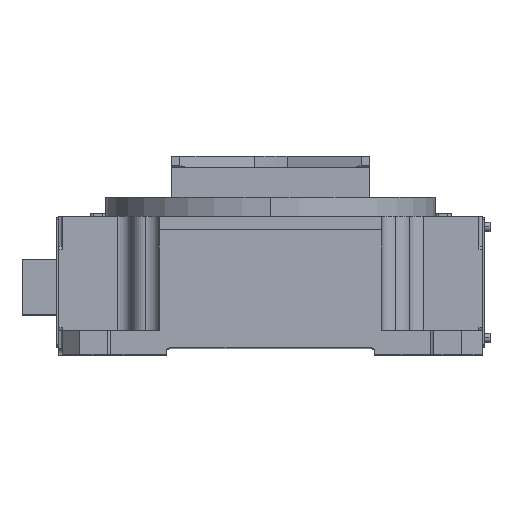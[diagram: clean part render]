
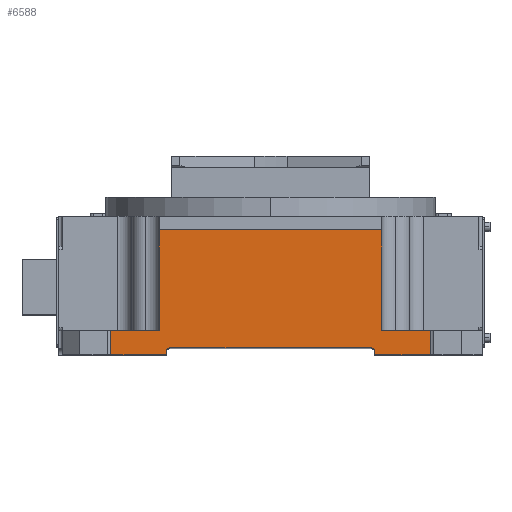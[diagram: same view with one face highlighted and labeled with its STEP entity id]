
A CAD part, top view. The second image highlights one B-rep face of the part: STEP entity #6588.
In plain terms, the highlighted planar face has unit normal (0, 0, 1).
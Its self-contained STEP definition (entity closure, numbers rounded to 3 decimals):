
#51 = CARTESIAN_POINT ( 'NONE',  ( 145., 10., 343. ) ) ;
#56 = VECTOR ( 'NONE', #10008, 1000. ) ;
#79 = EDGE_CURVE ( 'NONE', #8002, #10045, #9989, .T. ) ;
#225 = EDGE_CURVE ( 'NONE', #8413, #8002, #10266, .T. ) ;
#244 = ORIENTED_EDGE ( 'NONE', *, *, #5658, .F. ) ;
#283 = DIRECTION ( 'NONE',  ( 0., 0., -1. ) ) ;
#497 = LINE ( 'NONE', #1247, #4204 ) ;
#551 = CARTESIAN_POINT ( 'NONE',  ( 0., 0., 343. ) ) ;
#897 = CARTESIAN_POINT ( 'NONE',  ( 160., 35., 343. ) ) ;
#1062 = VECTOR ( 'NONE', #8317, 1000. ) ;
#1246 = CARTESIAN_POINT ( 'NONE',  ( -160., 35., 343. ) ) ;
#1247 = CARTESIAN_POINT ( 'NONE',  ( -230., 90., 343. ) ) ;
#1271 = CARTESIAN_POINT ( 'NONE',  ( -150., 90., 343. ) ) ;
#1357 = DIRECTION ( 'NONE',  ( 0., 1., 0. ) ) ;
#1403 = CARTESIAN_POINT ( 'NONE',  ( -150., 0., 343. ) ) ;
#1480 = VERTEX_POINT ( 'NONE', #51 ) ;
#1508 = ORIENTED_EDGE ( 'NONE', *, *, #1695, .F. ) ;
#1556 = CARTESIAN_POINT ( 'NONE',  ( 150., 90., 343. ) ) ;
#1695 = EDGE_CURVE ( 'NONE', #6037, #6388, #497, .T. ) ;
#1987 = DIRECTION ( 'NONE',  ( 1., 0., 0. ) ) ;
#1989 = EDGE_CURVE ( 'NONE', #1480, #7966, #5463, .T. ) ;
#1994 = PLANE ( 'NONE',  #2860 ) ;
#2143 = ORIENTED_EDGE ( 'NONE', *, *, #7537, .F. ) ;
#2194 = VECTOR ( 'NONE', #5894, 1000. ) ;
#2298 = CARTESIAN_POINT ( 'NONE',  ( 0., 35., 343. ) ) ;
#2440 = AXIS2_PLACEMENT_3D ( 'NONE', #8085, #8143, #1987 ) ;
#2449 = CARTESIAN_POINT ( 'NONE',  ( 230., 90., 343. ) ) ;
#2474 = EDGE_CURVE ( 'NONE', #6388, #5224, #7594, .T. ) ;
#2552 = VECTOR ( 'NONE', #5933, 1000. ) ;
#2703 = ORIENTED_EDGE ( 'NONE', *, *, #6729, .T. ) ;
#2860 = AXIS2_PLACEMENT_3D ( 'NONE', #5477, #283, #4619 ) ;
#3139 = CARTESIAN_POINT ( 'NONE',  ( -160., 180., 343. ) ) ;
#3279 = ORIENTED_EDGE ( 'NONE', *, *, #4308, .F. ) ;
#3327 = DIRECTION ( 'NONE',  ( 1., 0., 0. ) ) ;
#3573 = VERTEX_POINT ( 'NONE', #8802 ) ;
#3829 = CARTESIAN_POINT ( 'NONE',  ( -230., 0., 343. ) ) ;
#3863 = VECTOR ( 'NONE', #9329, 1000. ) ;
#4182 = EDGE_LOOP ( 'NONE', ( #7008, #6688, #6309, #9034, #5378, #3279, #10337, #9782, #1508, #2703, #244, #2143, #11073, #11214 ) ) ;
#4183 = EDGE_CURVE ( 'NONE', #10045, #3573, #6011, .T. ) ;
#4184 = CARTESIAN_POINT ( 'NONE',  ( 145., 5., 343. ) ) ;
#4204 = VECTOR ( 'NONE', #1357, 1000. ) ;
#4244 = CARTESIAN_POINT ( 'NONE',  ( 160., 180., 343. ) ) ;
#4308 = EDGE_CURVE ( 'NONE', #4935, #8151, #7827, .T. ) ;
#4619 = DIRECTION ( 'NONE',  ( 1., 0., 0. ) ) ;
#4684 = CIRCLE ( 'NONE', #6677, 5. ) ;
#4749 = CARTESIAN_POINT ( 'NONE',  ( 230., 35., 343. ) ) ;
#4852 = DIRECTION ( 'NONE',  ( -1., 0., 0. ) ) ;
#4935 = VERTEX_POINT ( 'NONE', #3139 ) ;
#5224 = VERTEX_POINT ( 'NONE', #1246 ) ;
#5273 = CARTESIAN_POINT ( 'NONE',  ( 0., 180., 343. ) ) ;
#5365 = LINE ( 'NONE', #10832, #8648 ) ;
#5378 = ORIENTED_EDGE ( 'NONE', *, *, #8616, .F. ) ;
#5463 = LINE ( 'NONE', #8241, #6935 ) ;
#5477 = CARTESIAN_POINT ( 'NONE',  ( -239.2, 183.6, 343. ) ) ;
#5615 = LINE ( 'NONE', #1271, #9775 ) ;
#5658 = EDGE_CURVE ( 'NONE', #10132, #7701, #5615, .T. ) ;
#5729 = CARTESIAN_POINT ( 'NONE',  ( 0., 35., 343. ) ) ;
#5894 = DIRECTION ( 'NONE',  ( 1., 0., 0. ) ) ;
#5933 = DIRECTION ( 'NONE',  ( 0., -1., 0. ) ) ;
#6011 = LINE ( 'NONE', #1556, #3863 ) ;
#6037 = VERTEX_POINT ( 'NONE', #3829 ) ;
#6050 = CARTESIAN_POINT ( 'NONE',  ( -230., 35., 343. ) ) ;
#6299 = DIRECTION ( 'NONE',  ( 1., 0., 0. ) ) ;
#6309 = ORIENTED_EDGE ( 'NONE', *, *, #225, .F. ) ;
#6388 = VERTEX_POINT ( 'NONE', #6050 ) ;
#6556 = CARTESIAN_POINT ( 'NONE',  ( 150., 0., 343. ) ) ;
#6588 = ADVANCED_FACE ( 'NONE', ( #9818 ), #1994, .F. ) ;
#6637 = CARTESIAN_POINT ( 'NONE',  ( 230., 0., 343. ) ) ;
#6677 = AXIS2_PLACEMENT_3D ( 'NONE', #4184, #7653, #3327 ) ;
#6688 = ORIENTED_EDGE ( 'NONE', *, *, #79, .F. ) ;
#6729 = EDGE_CURVE ( 'NONE', #6037, #7701, #11056, .T. ) ;
#6935 = VECTOR ( 'NONE', #10764, 1000. ) ;
#7008 = ORIENTED_EDGE ( 'NONE', *, *, #4183, .F. ) ;
#7016 = EDGE_CURVE ( 'NONE', #3573, #1480, #4684, .T. ) ;
#7357 = CIRCLE ( 'NONE', #2440, 5. ) ;
#7359 = CARTESIAN_POINT ( 'NONE',  ( -150., 5., 343. ) ) ;
#7537 = EDGE_CURVE ( 'NONE', #7966, #10132, #7357, .T. ) ;
#7594 = LINE ( 'NONE', #2298, #2194 ) ;
#7653 = DIRECTION ( 'NONE',  ( 0., 0., 1. ) ) ;
#7678 = DIRECTION ( 'NONE',  ( 1., 0., 0. ) ) ;
#7701 = VERTEX_POINT ( 'NONE', #1403 ) ;
#7827 = LINE ( 'NONE', #5273, #9746 ) ;
#7966 = VERTEX_POINT ( 'NONE', #10069 ) ;
#8002 = VERTEX_POINT ( 'NONE', #6637 ) ;
#8085 = CARTESIAN_POINT ( 'NONE',  ( -145., 5., 343. ) ) ;
#8143 = DIRECTION ( 'NONE',  ( 0., 0., 1. ) ) ;
#8146 = DIRECTION ( 'NONE',  ( 0., -1., 0. ) ) ;
#8151 = VERTEX_POINT ( 'NONE', #4244 ) ;
#8241 = CARTESIAN_POINT ( 'NONE',  ( 0., 10., 343. ) ) ;
#8317 = DIRECTION ( 'NONE',  ( 0., 1., 0. ) ) ;
#8336 = DIRECTION ( 'NONE',  ( 0., -1., 0. ) ) ;
#8413 = VERTEX_POINT ( 'NONE', #4749 ) ;
#8616 = EDGE_CURVE ( 'NONE', #8151, #8935, #5365, .T. ) ;
#8648 = VECTOR ( 'NONE', #8146, 1000. ) ;
#8802 = CARTESIAN_POINT ( 'NONE',  ( 150., 5., 343. ) ) ;
#8935 = VERTEX_POINT ( 'NONE', #897 ) ;
#9034 = ORIENTED_EDGE ( 'NONE', *, *, #9661, .F. ) ;
#9190 = LINE ( 'NONE', #11063, #1062 ) ;
#9329 = DIRECTION ( 'NONE',  ( 0., 1., 0. ) ) ;
#9661 = EDGE_CURVE ( 'NONE', #8935, #8413, #9954, .T. ) ;
#9746 = VECTOR ( 'NONE', #6299, 1000. ) ;
#9775 = VECTOR ( 'NONE', #8336, 1000. ) ;
#9782 = ORIENTED_EDGE ( 'NONE', *, *, #2474, .F. ) ;
#9818 = FACE_OUTER_BOUND ( 'NONE', #4182, .T. ) ;
#9847 = VECTOR ( 'NONE', #4852, 1000. ) ;
#9954 = LINE ( 'NONE', #5729, #56 ) ;
#9989 = LINE ( 'NONE', #10737, #9847 ) ;
#10008 = DIRECTION ( 'NONE',  ( 1., 0., 0. ) ) ;
#10045 = VERTEX_POINT ( 'NONE', #6556 ) ;
#10069 = CARTESIAN_POINT ( 'NONE',  ( -145., 10., 343. ) ) ;
#10132 = VERTEX_POINT ( 'NONE', #7359 ) ;
#10147 = VECTOR ( 'NONE', #7678, 1000. ) ;
#10266 = LINE ( 'NONE', #2449, #2552 ) ;
#10337 = ORIENTED_EDGE ( 'NONE', *, *, #10917, .F. ) ;
#10737 = CARTESIAN_POINT ( 'NONE',  ( 0., 0., 343. ) ) ;
#10764 = DIRECTION ( 'NONE',  ( -1., 0., 0. ) ) ;
#10832 = CARTESIAN_POINT ( 'NONE',  ( 160., 90., 343. ) ) ;
#10917 = EDGE_CURVE ( 'NONE', #5224, #4935, #9190, .T. ) ;
#11056 = LINE ( 'NONE', #551, #10147 ) ;
#11063 = CARTESIAN_POINT ( 'NONE',  ( -160., 90., 343. ) ) ;
#11073 = ORIENTED_EDGE ( 'NONE', *, *, #1989, .F. ) ;
#11214 = ORIENTED_EDGE ( 'NONE', *, *, #7016, .F. ) ;
